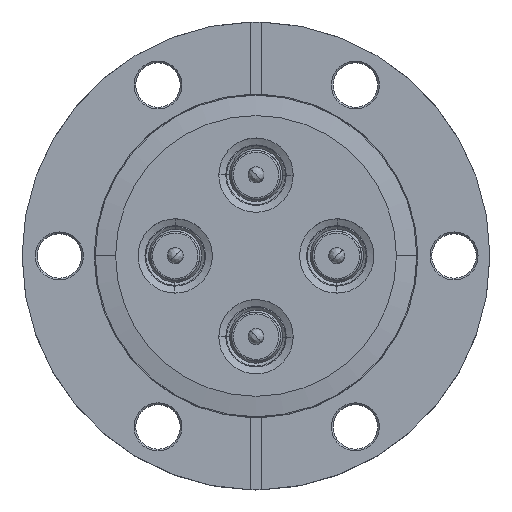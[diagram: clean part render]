
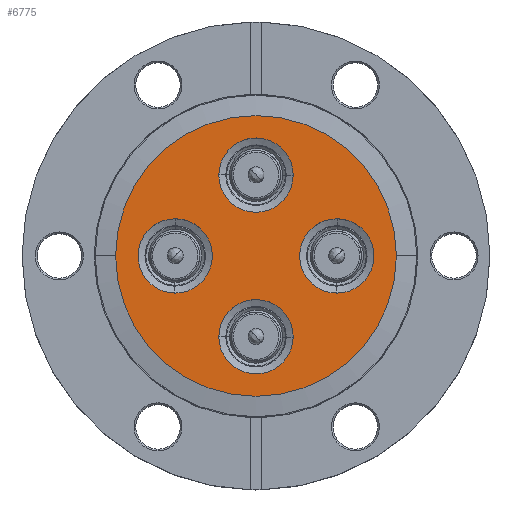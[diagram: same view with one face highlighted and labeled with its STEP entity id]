
A CAD part, top view. The second image highlights one B-rep face of the part: STEP entity #6775.
In plain terms, the highlighted planar face has unit normal (0, 0, 1).
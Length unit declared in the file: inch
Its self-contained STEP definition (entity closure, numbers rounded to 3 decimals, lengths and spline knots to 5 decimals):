
#52 = CIRCLE ( 'NONE', #54, 0.825 ) ;
#54 = AXIS2_PLACEMENT_3D ( 'NONE', #2581, #2582, #2583 ) ;
#90 = CIRCLE ( 'NONE', #94, 0.2185 ) ;
#94 = AXIS2_PLACEMENT_3D ( 'NONE', #2648, #2649, #2650 ) ;
#128 = CIRCLE ( 'NONE', #131, 0.2185 ) ;
#131 = AXIS2_PLACEMENT_3D ( 'NONE', #11033, #11034, #11035 ) ;
#230 = CIRCLE ( 'NONE', #234, 0.2185 ) ;
#234 = AXIS2_PLACEMENT_3D ( 'NONE', #10774, #10775, #10776 ) ;
#860 = EDGE_CURVE ( 'NONE', #1494, #1554, #11854, .T. ) ;
#936 = EDGE_CURVE ( 'NONE', #5924, #5978, #4623, .T. ) ;
#1183 = VERTEX_POINT ( 'NONE', #5309 ) ;
#1494 = VERTEX_POINT ( 'NONE', #5389 ) ;
#1554 = VERTEX_POINT ( 'NONE', #5449 ) ;
#1705 = ORIENTED_EDGE ( 'NONE', *, *, #936, .T. ) ;
#1706 = ORIENTED_EDGE ( 'NONE', *, *, #12926, .T. ) ;
#1707 = ORIENTED_EDGE ( 'NONE', *, *, #6889, .T. ) ;
#1708 = ORIENTED_EDGE ( 'NONE', *, *, #12982, .T. ) ;
#1841 = EDGE_CURVE ( 'NONE', #5683, #1183, #2111, .T. ) ;
#2111 = CIRCLE ( 'NONE', #2112, 0.2185 ) ;
#2112 = AXIS2_PLACEMENT_3D ( 'NONE', #5477, #5478, #5479 ) ;
#2394 = PLANE ( 'NONE',  #6372 ) ;
#2397 = FACE_OUTER_BOUND ( 'NONE', #6020, .T. ) ;
#2398 = FACE_BOUND ( 'NONE', #4882, .T. ) ;
#2400 = FACE_BOUND ( 'NONE', #6019, .T. ) ;
#2401 = CARTESIAN_POINT ( 'NONE',  ( 0.08545, 0.57557, 0.454 ) ) ;
#2402 = FACE_BOUND ( 'NONE', #4892, .T. ) ;
#2404 = FACE_BOUND ( 'NONE', #4893, .T. ) ;
#2405 = DIRECTION ( 'NONE',  ( 0., 0., 1. ) ) ;
#2406 = DIRECTION ( 'NONE',  ( 1., -0.011, 0. ) ) ;
#2581 = CARTESIAN_POINT ( 'NONE',  ( 0., 0., 0.454 ) ) ;
#2582 = DIRECTION ( 'NONE',  ( 0., 0., 1. ) ) ;
#2583 = DIRECTION ( 'NONE',  ( 1., 0., 0. ) ) ;
#2648 = CARTESIAN_POINT ( 'NONE',  ( 0.475, 0., 0.454 ) ) ;
#2649 = DIRECTION ( 'NONE',  ( 0., 0., -1. ) ) ;
#2650 = DIRECTION ( 'NONE',  ( 0.011, 1., 0. ) ) ;
#2726 = CARTESIAN_POINT ( 'NONE',  ( -0.4725, 0.21849, 0.454 ) ) ;
#2729 = CARTESIAN_POINT ( 'NONE',  ( -0.4775, -0.21849, 0.454 ) ) ;
#2751 = CARTESIAN_POINT ( 'NONE',  ( -0.21849, -0.4725, 0.454 ) ) ;
#2849 = CARTESIAN_POINT ( 'NONE',  ( -0.21849, 0.4775, 0.454 ) ) ;
#2902 = CARTESIAN_POINT ( 'NONE',  ( 0.21849, 0.4725, 0.454 ) ) ;
#3749 = CARTESIAN_POINT ( 'NONE',  ( 0., 0.475, 0.454 ) ) ;
#3751 = DIRECTION ( 'NONE',  ( 0., 0., -1. ) ) ;
#3752 = DIRECTION ( 'NONE',  ( -1., 0.011, 0. ) ) ;
#4623 = CIRCLE ( 'NONE', #4628, 0.2185 ) ;
#4628 = AXIS2_PLACEMENT_3D ( 'NONE', #3749, #3751, #3752 ) ;
#4882 = EDGE_LOOP ( 'NONE', ( #1705, #1706 ) ) ;
#4892 = EDGE_LOOP ( 'NONE', ( #5809, #5810 ) ) ;
#4893 = EDGE_LOOP ( 'NONE', ( #5811, #5812 ) ) ;
#5309 = CARTESIAN_POINT ( 'NONE',  ( 0.21849, -0.4775, 0.454 ) ) ;
#5389 = CARTESIAN_POINT ( 'NONE',  ( -0.825, 0., 0.454 ) ) ;
#5449 = CARTESIAN_POINT ( 'NONE',  ( 0.825, 0., 0.454 ) ) ;
#5477 = CARTESIAN_POINT ( 'NONE',  ( 0., -0.475, 0.454 ) ) ;
#5478 = DIRECTION ( 'NONE',  ( 0., 0., -1. ) ) ;
#5479 = DIRECTION ( 'NONE',  ( 1., -0.011, 0. ) ) ;
#5658 = VERTEX_POINT ( 'NONE', #2726 ) ;
#5661 = VERTEX_POINT ( 'NONE', #2729 ) ;
#5683 = VERTEX_POINT ( 'NONE', #2751 ) ;
#5809 = ORIENTED_EDGE ( 'NONE', *, *, #6870, .T. ) ;
#5810 = ORIENTED_EDGE ( 'NONE', *, *, #1841, .T. ) ;
#5811 = ORIENTED_EDGE ( 'NONE', *, *, #6851, .T. ) ;
#5812 = ORIENTED_EDGE ( 'NONE', *, *, #12819, .T. ) ;
#5813 = ORIENTED_EDGE ( 'NONE', *, *, #6828, .T. ) ;
#5814 = ORIENTED_EDGE ( 'NONE', *, *, #860, .T. ) ;
#5924 = VERTEX_POINT ( 'NONE', #2849 ) ;
#5978 = VERTEX_POINT ( 'NONE', #2902 ) ;
#6019 = EDGE_LOOP ( 'NONE', ( #1707, #1708 ) ) ;
#6020 = EDGE_LOOP ( 'NONE', ( #5813, #5814 ) ) ;
#6372 = AXIS2_PLACEMENT_3D ( 'NONE', #2401, #2405, #2406 ) ;
#6775 = ADVANCED_FACE ( 'NONE', ( #2398, #2400, #2402, #2404, #2397 ), #2394, .T. ) ;
#6828 = EDGE_CURVE ( 'NONE', #1554, #1494, #52, .T. ) ;
#6851 = EDGE_CURVE ( 'NONE', #8509, #8508, #90, .T. ) ;
#6870 = EDGE_CURVE ( 'NONE', #1183, #5683, #128, .T. ) ;
#6889 = EDGE_CURVE ( 'NONE', #5661, #5658, #13584, .T. ) ;
#7016 = CIRCLE ( 'NONE', #7018, 0.2185 ) ;
#7018 = AXIS2_PLACEMENT_3D ( 'NONE', #10942, #10943, #10944 ) ;
#7807 = CARTESIAN_POINT ( 'NONE',  ( 0., 0., 0.454 ) ) ;
#7808 = DIRECTION ( 'NONE',  ( 0., 0., 1. ) ) ;
#7809 = DIRECTION ( 'NONE',  ( 1., 0., 0. ) ) ;
#8508 = VERTEX_POINT ( 'NONE', #11279 ) ;
#8509 = VERTEX_POINT ( 'NONE', #11280 ) ;
#9200 = CIRCLE ( 'NONE', #9204, 0.2185 ) ;
#9204 = AXIS2_PLACEMENT_3D ( 'NONE', #10181, #10182, #10183 ) ;
#10181 = CARTESIAN_POINT ( 'NONE',  ( 0.475, 0., 0.454 ) ) ;
#10182 = DIRECTION ( 'NONE',  ( 0., 0., -1. ) ) ;
#10183 = DIRECTION ( 'NONE',  ( 0.011, 1., 0. ) ) ;
#10774 = CARTESIAN_POINT ( 'NONE',  ( 0., 0.475, 0.454 ) ) ;
#10775 = DIRECTION ( 'NONE',  ( 0., 0., -1. ) ) ;
#10776 = DIRECTION ( 'NONE',  ( -1., 0.011, 0. ) ) ;
#10942 = CARTESIAN_POINT ( 'NONE',  ( -0.475, 0., 0.454 ) ) ;
#10943 = DIRECTION ( 'NONE',  ( 0., 0., -1. ) ) ;
#10944 = DIRECTION ( 'NONE',  ( -0.011, -1., 0. ) ) ;
#11033 = CARTESIAN_POINT ( 'NONE',  ( 0., -0.475, 0.454 ) ) ;
#11034 = DIRECTION ( 'NONE',  ( 0., 0., -1. ) ) ;
#11035 = DIRECTION ( 'NONE',  ( 1., -0.011, 0. ) ) ;
#11091 = CARTESIAN_POINT ( 'NONE',  ( -0.475, 0., 0.454 ) ) ;
#11092 = DIRECTION ( 'NONE',  ( 0., 0., -1. ) ) ;
#11093 = DIRECTION ( 'NONE',  ( -0.011, -1., 0. ) ) ;
#11279 = CARTESIAN_POINT ( 'NONE',  ( 0.4725, -0.21849, 0.454 ) ) ;
#11280 = CARTESIAN_POINT ( 'NONE',  ( 0.4775, 0.21849, 0.454 ) ) ;
#11854 = CIRCLE ( 'NONE', #11859, 0.825 ) ;
#11859 = AXIS2_PLACEMENT_3D ( 'NONE', #7807, #7808, #7809 ) ;
#12819 = EDGE_CURVE ( 'NONE', #8508, #8509, #9200, .T. ) ;
#12926 = EDGE_CURVE ( 'NONE', #5978, #5924, #230, .T. ) ;
#12982 = EDGE_CURVE ( 'NONE', #5658, #5661, #7016, .T. ) ;
#13584 = CIRCLE ( 'NONE', #13586, 0.2185 ) ;
#13586 = AXIS2_PLACEMENT_3D ( 'NONE', #11091, #11092, #11093 ) ;
